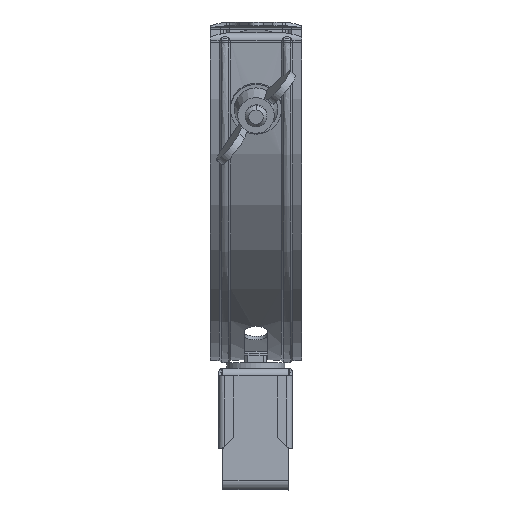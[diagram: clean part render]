
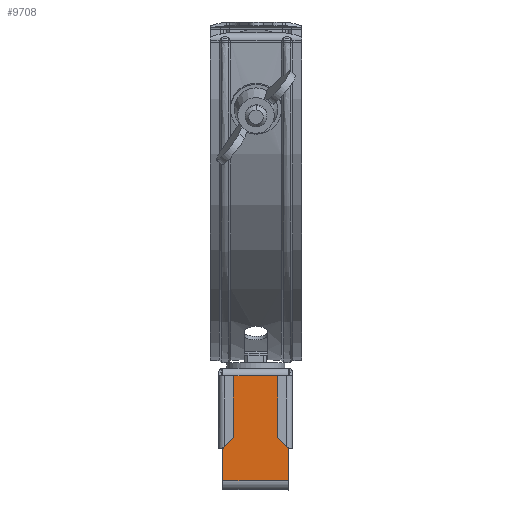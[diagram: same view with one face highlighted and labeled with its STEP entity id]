
A CAD part, front view. The second image highlights one B-rep face of the part: STEP entity #9708.
In plain terms, the highlighted planar face has unit normal (0, -1, 0).
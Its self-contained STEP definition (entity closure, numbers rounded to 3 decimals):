
#44 = EDGE_CURVE ( 'NONE', #4792, #22816, #6189, .T. ) ;
#1133 = VECTOR ( 'NONE', #23109, 1000. ) ;
#1623 = ORIENTED_EDGE ( 'NONE', *, *, #21800, .T. ) ;
#2518 = EDGE_CURVE ( 'NONE', #4792, #3941, #20747, .T. ) ;
#3110 = LINE ( 'NONE', #29545, #21184 ) ;
#3941 = VERTEX_POINT ( 'NONE', #15230 ) ;
#4792 = VERTEX_POINT ( 'NONE', #26643 ) ;
#5121 = AXIS2_PLACEMENT_3D ( 'NONE', #20676, #25697, #30278 ) ;
#6189 = LINE ( 'NONE', #11222, #28076 ) ;
#9708 = ADVANCED_FACE ( 'NONE', ( #25393 ), #16120, .T. ) ;
#11222 = CARTESIAN_POINT ( 'NONE',  ( 36.525, -22.681, -22.822 ) ) ;
#11306 = LINE ( 'NONE', #25147, #1133 ) ;
#11478 = DIRECTION ( 'NONE',  ( 1., 0., 0. ) ) ;
#14916 = CARTESIAN_POINT ( 'NONE',  ( 36.525, -22.681, -32.622 ) ) ;
#15230 = CARTESIAN_POINT ( 'NONE',  ( 54.525, -22.681, -3.722 ) ) ;
#16120 = PLANE ( 'NONE',  #5121 ) ;
#17443 = DIRECTION ( 'NONE',  ( 1., 0., 0. ) ) ;
#18149 = DIRECTION ( 'NONE',  ( 0., 0., -1. ) ) ;
#20029 = VERTEX_POINT ( 'NONE', #22346 ) ;
#20160 = EDGE_CURVE ( 'NONE', #3941, #20029, #11306, .T. ) ;
#20676 = CARTESIAN_POINT ( 'NONE',  ( 36.525, -22.681, -22.822 ) ) ;
#20747 = LINE ( 'NONE', #30346, #22313 ) ;
#20771 = ORIENTED_EDGE ( 'NONE', *, *, #2518, .F. ) ;
#21184 = VECTOR ( 'NONE', #17443, 1000. ) ;
#21800 = EDGE_CURVE ( 'NONE', #22816, #20029, #3110, .T. ) ;
#22078 = ORIENTED_EDGE ( 'NONE', *, *, #20160, .F. ) ;
#22313 = VECTOR ( 'NONE', #11478, 1000. ) ;
#22346 = CARTESIAN_POINT ( 'NONE',  ( 54.525, -22.681, -32.622 ) ) ;
#22816 = VERTEX_POINT ( 'NONE', #14916 ) ;
#23109 = DIRECTION ( 'NONE',  ( 0., 0., -1. ) ) ;
#25147 = CARTESIAN_POINT ( 'NONE',  ( 54.525, -22.681, -22.822 ) ) ;
#25393 = FACE_OUTER_BOUND ( 'NONE', #27994, .T. ) ;
#25501 = ORIENTED_EDGE ( 'NONE', *, *, #44, .T. ) ;
#25697 = DIRECTION ( 'NONE',  ( 0., -1., 0. ) ) ;
#26643 = CARTESIAN_POINT ( 'NONE',  ( 36.525, -22.681, -3.722 ) ) ;
#27994 = EDGE_LOOP ( 'NONE', ( #25501, #1623, #22078, #20771 ) ) ;
#28076 = VECTOR ( 'NONE', #18149, 1000. ) ;
#29545 = CARTESIAN_POINT ( 'NONE',  ( 36.525, -22.681, -32.622 ) ) ;
#30278 = DIRECTION ( 'NONE',  ( -1., 0., 0. ) ) ;
#30346 = CARTESIAN_POINT ( 'NONE',  ( 36.525, -22.681, -3.722 ) ) ;
